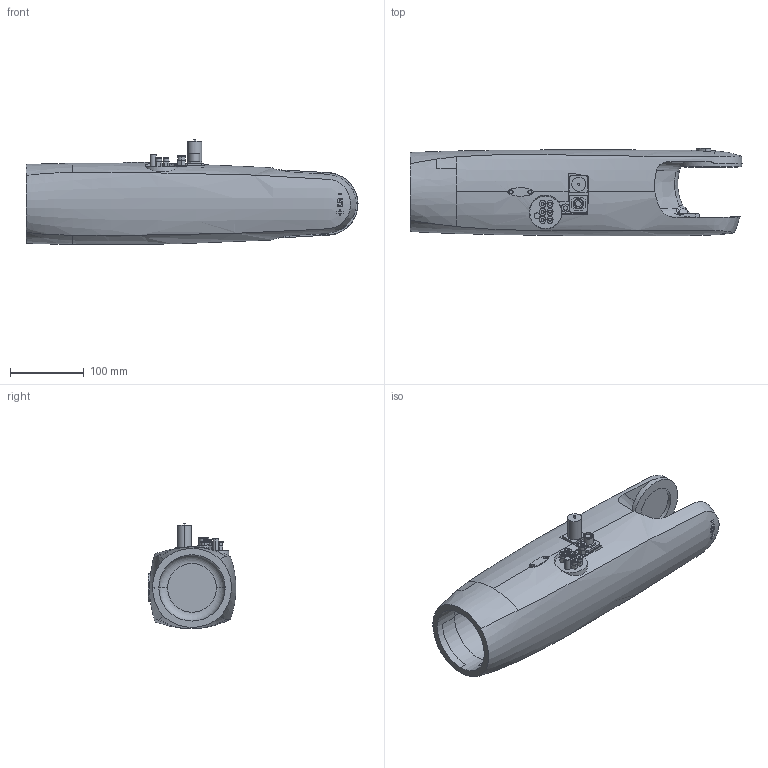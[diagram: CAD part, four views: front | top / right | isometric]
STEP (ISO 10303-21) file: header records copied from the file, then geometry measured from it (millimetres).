
FILE_DESCRIPTION((''),'2;1');
FILE_NAME('GREPC1BDNVPG_1','2022-05-11T18:50:40',('beth0005'),(''),'CREO PARAMETRIC BY PTC INC, 2020454','CREO PARAMETRIC BY PTC INC, 2020454','');
FILE_SCHEMA(('CONFIG_CONTROL_DESIGN'));
Length unit declared in the file: millimetre
Products named in the file (1): GREPC1BDNVPG_1
Bounding box: 450.42 x 118.93 x 142.24 mm (x, y, z)
Volume: 1750775.7 mm3; surface area: 294252.2 mm2
Topology: 1 solids, 1 shells, 328 faces, 842 edges, 561 vertices
Faces by surface type: plane 180, cylinder 92, bspline 34, extrusion 9, cone 6, sphere 4, torus 3
Entity records: 16651 total; most frequent: CARTESIAN_POINT 8942, ORIENTED_EDGE 1684, DIRECTION 1414, EDGE_CURVE 842, VERTEX_POINT 561, AXIS2_PLACEMENT_3D 501, VECTOR 412, LINE 403
